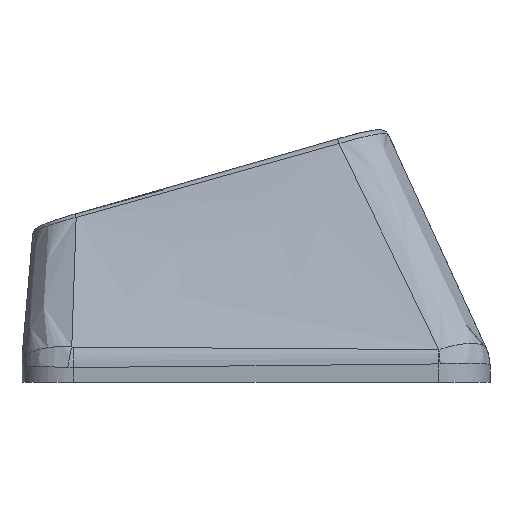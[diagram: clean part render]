
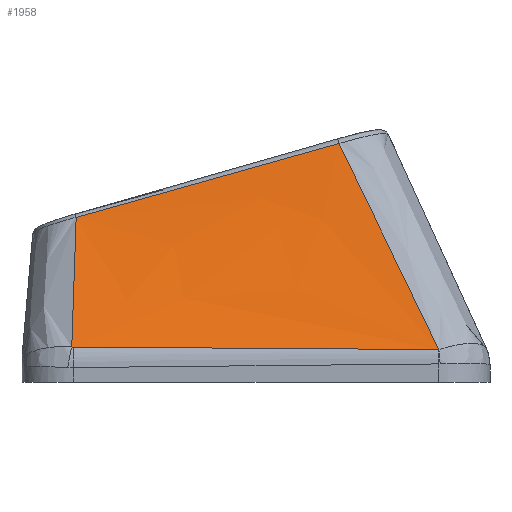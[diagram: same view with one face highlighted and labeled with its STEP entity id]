
A CAD part, left-side view. The second image highlights one B-rep face of the part: STEP entity #1958.
In plain terms, the highlighted free-form (B-spline) face has degree [3, 3] with [4, 4] control points.
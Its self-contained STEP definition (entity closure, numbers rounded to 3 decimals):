
#52=B_SPLINE_SURFACE_WITH_KNOTS('',3,3,((#4861,#4862,#4863,#4864),(#4865,
#4866,#4867,#4868),(#4869,#4870,#4871,#4872),(#4873,#4874,#4875,#4876)),
 .UNSPECIFIED.,.F.,.F.,.F.,(4,4),(4,4),(0.103,0.893),
(0.023,0.969),.UNSPECIFIED.);
#380=FACE_OUTER_BOUND('',#484,.T.);
#484=EDGE_LOOP('',(#1731,#1732,#1733,#1734,#1735,#1736));
#660=B_SPLINE_CURVE_WITH_KNOTS('',3,(#4376,#4377,#4378,#4379),
 .UNSPECIFIED.,.F.,.F.,(4,4),(0.,0.002),
 .UNSPECIFIED.);
#662=B_SPLINE_CURVE_WITH_KNOTS('',3,(#4403,#4404,#4405,#4406),
 .UNSPECIFIED.,.F.,.F.,(4,4),(0.,1.416),.UNSPECIFIED.);
#664=B_SPLINE_CURVE_WITH_KNOTS('',3,(#4430,#4431,#4432,#4433),
 .UNSPECIFIED.,.F.,.F.,(4,4),(0.,0.006),
 .UNSPECIFIED.);
#686=B_SPLINE_CURVE_WITH_KNOTS('',3,(#4852,#4853,#4854,#4855),
 .UNSPECIFIED.,.F.,.F.,(4,4),(-0.613,-0.019),
 .UNSPECIFIED.);
#688=B_SPLINE_CURVE_WITH_KNOTS('',3,(#4878,#4879,#4880,#4881),
 .UNSPECIFIED.,.F.,.F.,(4,4),(0.023,0.967),
 .UNSPECIFIED.);
#689=B_SPLINE_CURVE_WITH_KNOTS('',3,(#4882,#4883,#4884,#4885),
 .UNSPECIFIED.,.F.,.F.,(4,4),(-1.059,0.),
 .UNSPECIFIED.);
#878=VERTEX_POINT('',#4335);
#882=VERTEX_POINT('',#4369);
#884=VERTEX_POINT('',#4396);
#886=VERTEX_POINT('',#4423);
#913=VERTEX_POINT('',#4851);
#914=VERTEX_POINT('',#4877);
#1158=EDGE_CURVE('',#878,#882,#660,.T.);
#1161=EDGE_CURVE('',#882,#884,#662,.T.);
#1164=EDGE_CURVE('',#884,#886,#664,.T.);
#1205=EDGE_CURVE('',#886,#913,#686,.T.);
#1207=EDGE_CURVE('',#914,#878,#688,.T.);
#1208=EDGE_CURVE('',#913,#914,#689,.T.);
#1731=ORIENTED_EDGE('',*,*,#1164,.F.);
#1732=ORIENTED_EDGE('',*,*,#1161,.F.);
#1733=ORIENTED_EDGE('',*,*,#1158,.F.);
#1734=ORIENTED_EDGE('',*,*,#1207,.F.);
#1735=ORIENTED_EDGE('',*,*,#1208,.F.);
#1736=ORIENTED_EDGE('',*,*,#1205,.F.);
#1958=ADVANCED_FACE('',(#380),#52,.T.);
#4335=CARTESIAN_POINT('',(-16.116,-7.093,0.268));
#4369=CARTESIAN_POINT('',(-16.117,-7.077,0.268));
#4376=CARTESIAN_POINT('Ctrl Pts',(-16.116,-7.093,0.268));
#4377=CARTESIAN_POINT('Ctrl Pts',(-16.117,-7.088,0.268));
#4378=CARTESIAN_POINT('Ctrl Pts',(-16.117,-7.082,0.268));
#4379=CARTESIAN_POINT('Ctrl Pts',(-16.117,-7.077,0.268));
#4396=CARTESIAN_POINT('',(-15.996,7.092,0.365));
#4403=CARTESIAN_POINT('Ctrl Pts',(-16.117,-7.077,0.268));
#4404=CARTESIAN_POINT('Ctrl Pts',(-16.094,-2.355,0.293));
#4405=CARTESIAN_POINT('Ctrl Pts',(-16.064,2.367,0.324));
#4406=CARTESIAN_POINT('Ctrl Pts',(-15.996,7.092,0.365));
#4423=CARTESIAN_POINT('',(-15.992,7.149,0.371));
#4430=CARTESIAN_POINT('Ctrl Pts',(-15.996,7.092,0.365));
#4431=CARTESIAN_POINT('Ctrl Pts',(-15.996,7.111,0.365));
#4432=CARTESIAN_POINT('Ctrl Pts',(-15.994,7.13,0.367));
#4433=CARTESIAN_POINT('Ctrl Pts',(-15.992,7.149,0.371));
#4851=CARTESIAN_POINT('',(-12.877,6.978,5.397));
#4852=CARTESIAN_POINT('Ctrl Pts',(-15.992,7.149,0.371));
#4853=CARTESIAN_POINT('Ctrl Pts',(-14.945,7.074,2.042));
#4854=CARTESIAN_POINT('Ctrl Pts',(-13.907,7.014,3.718));
#4855=CARTESIAN_POINT('Ctrl Pts',(-12.877,6.978,5.397));
#4861=CARTESIAN_POINT('Ctrl Pts',(-12.859,-3.647,8.379));
#4862=CARTESIAN_POINT('Ctrl Pts',(-13.945,-4.796,5.675));
#4863=CARTESIAN_POINT('Ctrl Pts',(-15.031,-5.945,2.972));
#4864=CARTESIAN_POINT('Ctrl Pts',(-16.117,-7.093,0.268));
#4865=CARTESIAN_POINT('Ctrl Pts',(-12.859,-0.036,
7.375));
#4866=CARTESIAN_POINT('Ctrl Pts',(-13.945,-0.806,4.995));
#4867=CARTESIAN_POINT('Ctrl Pts',(-15.031,-1.576,2.616));
#4868=CARTESIAN_POINT('Ctrl Pts',(-16.117,-2.346,0.236));
#4869=CARTESIAN_POINT('Ctrl Pts',(-12.859,3.575,6.372));
#4870=CARTESIAN_POINT('Ctrl Pts',(-13.945,3.184,4.316));
#4871=CARTESIAN_POINT('Ctrl Pts',(-15.031,2.792,2.26));
#4872=CARTESIAN_POINT('Ctrl Pts',(-16.117,2.401,0.204));
#4873=CARTESIAN_POINT('Ctrl Pts',(-12.859,7.186,5.368));
#4874=CARTESIAN_POINT('Ctrl Pts',(-13.945,7.173,3.636));
#4875=CARTESIAN_POINT('Ctrl Pts',(-15.031,7.161,1.904));
#4876=CARTESIAN_POINT('Ctrl Pts',(-16.117,7.148,0.172));
#4877=CARTESIAN_POINT('',(-12.859,-3.219,8.26));
#4878=CARTESIAN_POINT('Ctrl Pts',(-12.859,-3.219,8.26));
#4879=CARTESIAN_POINT('Ctrl Pts',(-13.961,-4.522,5.606));
#4880=CARTESIAN_POINT('Ctrl Pts',(-15.043,-5.811,2.94));
#4881=CARTESIAN_POINT('Ctrl Pts',(-16.116,-7.093,0.268));
#4882=CARTESIAN_POINT('Ctrl Pts',(-12.877,6.978,5.397));
#4883=CARTESIAN_POINT('Ctrl Pts',(-12.872,3.577,6.343));
#4884=CARTESIAN_POINT('Ctrl Pts',(-12.865,0.179,7.3));
#4885=CARTESIAN_POINT('Ctrl Pts',(-12.859,-3.219,8.26));
